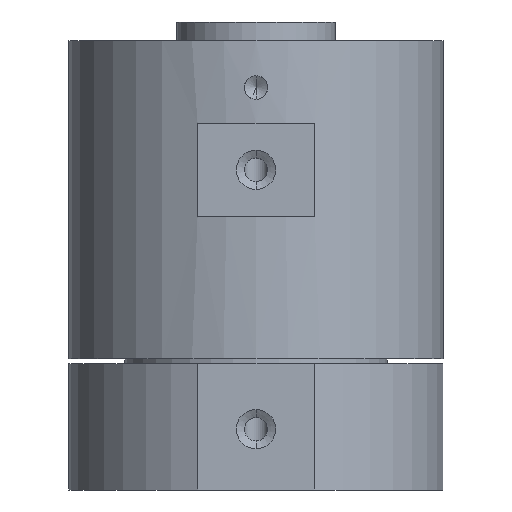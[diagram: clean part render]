
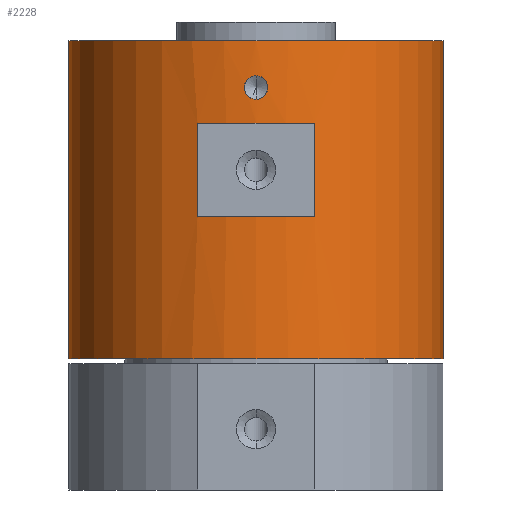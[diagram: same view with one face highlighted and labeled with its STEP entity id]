
A CAD part, front view. The second image highlights one B-rep face of the part: STEP entity #2228.
In plain terms, the highlighted cylindrical face has radius 20 mm (diameter 40 mm), a partial arc.
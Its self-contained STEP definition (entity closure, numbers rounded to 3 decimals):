
#7 = AXIS2_PLACEMENT_3D ( 'NONE', #795, #2082, #630 ) ;
#40 = FACE_BOUND ( 'NONE', #1375, .T. ) ;
#68 = CARTESIAN_POINT ( 'NONE',  ( -20., 0., 14. ) ) ;
#81 = EDGE_CURVE ( 'NONE', #1207, #232, #1037, .T. ) ;
#92 = DIRECTION ( 'NONE',  ( -1., 0., 0. ) ) ;
#101 = DIRECTION ( 'NONE',  ( -1., 0., 0. ) ) ;
#120 = CARTESIAN_POINT ( 'NONE',  ( 0.328, -19.998, 44.217 ) ) ;
#133 = CARTESIAN_POINT ( 'NONE',  ( 1.124, -19.968, 42.446 ) ) ;
#198 = CARTESIAN_POINT ( 'NONE',  ( -0.769, -19.986, 42.001 ) ) ;
#207 = CARTESIAN_POINT ( 'NONE',  ( 0., -20., 44.25 ) ) ;
#232 = VERTEX_POINT ( 'NONE', #68 ) ;
#253 = EDGE_LOOP ( 'NONE', ( #2155, #1335, #1907, #2260 ) ) ;
#258 = VERTEX_POINT ( 'NONE', #2686 ) ;
#280 = CARTESIAN_POINT ( 'NONE',  ( 6.245, -19., 29.2 ) ) ;
#330 = CARTESIAN_POINT ( 'NONE',  ( 0.768, -19.986, 44. ) ) ;
#331 = CARTESIAN_POINT ( 'NONE',  ( -20., 0., 48. ) ) ;
#341 = CARTESIAN_POINT ( 'NONE',  ( 0.329, -19.998, 41.783 ) ) ;
#408 = FACE_OUTER_BOUND ( 'NONE', #253, .T. ) ;
#413 = CARTESIAN_POINT ( 'NONE',  ( -0.327, -19.998, 41.783 ) ) ;
#519 = DIRECTION ( 'NONE',  ( 0., 0., -1. ) ) ;
#521 = EDGE_CURVE ( 'NONE', #1505, #829, #1387, .T. ) ;
#536 = CARTESIAN_POINT ( 'NONE',  ( 0.999, -19.975, 43.769 ) ) ;
#547 = CARTESIAN_POINT ( 'NONE',  ( 0., -20., 41.75 ) ) ;
#617 = CARTESIAN_POINT ( 'NONE',  ( -1.092, -19.97, 43.629 ) ) ;
#630 = DIRECTION ( 'NONE',  ( 1., 0., 0. ) ) ;
#754 = CARTESIAN_POINT ( 'NONE',  ( 1.25, -19.961, 43.166 ) ) ;
#795 = CARTESIAN_POINT ( 'NONE',  ( 0., 0., 29.2 ) ) ;
#819 = CIRCLE ( 'NONE', #1496, 20. ) ;
#829 = VERTEX_POINT ( 'NONE', #2461 ) ;
#832 = LINE ( 'NONE', #2278, #1879 ) ;
#833 = CARTESIAN_POINT ( 'NONE',  ( -0.767, -19.986, 44. ) ) ;
#894 = CYLINDRICAL_SURFACE ( 'NONE', #1840, 20. ) ;
#900 = DIRECTION ( 'NONE',  ( 0., 0., -1. ) ) ;
#908 = VERTEX_POINT ( 'NONE', #2718 ) ;
#968 = CARTESIAN_POINT ( 'NONE',  ( 1.092, -19.97, 43.631 ) ) ;
#973 = VECTOR ( 'NONE', #900, 1000. ) ;
#974 = ORIENTED_EDGE ( 'NONE', *, *, #1781, .T. ) ;
#997 = DIRECTION ( 'NONE',  ( 0., 0., 1. ) ) ;
#1037 = LINE ( 'NONE', #331, #973 ) ;
#1039 = EDGE_CURVE ( 'NONE', #258, #1547, #1215, .T. ) ;
#1040 = CARTESIAN_POINT ( 'NONE',  ( -0.165, -20., 41.75 ) ) ;
#1051 = CARTESIAN_POINT ( 'NONE',  ( -0.63, -19.991, 44.092 ) ) ;
#1086 = CARTESIAN_POINT ( 'NONE',  ( 20., 0., 48. ) ) ;
#1195 = CARTESIAN_POINT ( 'NONE',  ( 1.085, -19.971, 42.375 ) ) ;
#1207 = VERTEX_POINT ( 'NONE', #2725 ) ;
#1210 = CIRCLE ( 'NONE', #2707, 20. ) ;
#1215 = B_SPLINE_CURVE_WITH_KNOTS ( 'NONE', 3,
 ( #2604, #1555, #120, #1603, #330, #536, #968, #2014, #754, #2225, #2438, #133, #1195, #2665, #1400, #1611, #2024, #341, #1811, #547 ),
 .UNSPECIFIED., .F., .F.,
 ( 4, 2, 2, 2, 2, 2, 2, 2, 2, 4 ),
 ( 0.004, 0.004, 0.005, 0.005, 0.006, 0.006, 0.007, 0.007, 0.007, 0.008 ),
 .UNSPECIFIED. ) ;
#1227 = EDGE_CURVE ( 'NONE', #1547, #258, #2683, .T. ) ;
#1266 = VERTEX_POINT ( 'NONE', #2328 ) ;
#1267 = CARTESIAN_POINT ( 'NONE',  ( -1.217, -19.963, 42.672 ) ) ;
#1275 = CARTESIAN_POINT ( 'NONE',  ( -0.164, -19.999, 44.242 ) ) ;
#1277 = DIRECTION ( 'NONE',  ( 1., 0., 0. ) ) ;
#1310 = CARTESIAN_POINT ( 'NONE',  ( 0., 0., 48. ) ) ;
#1313 = VECTOR ( 'NONE', #2603, 1000. ) ;
#1315 = ORIENTED_EDGE ( 'NONE', *, *, #1039, .T. ) ;
#1335 = ORIENTED_EDGE ( 'NONE', *, *, #1646, .F. ) ;
#1354 = CARTESIAN_POINT ( 'NONE',  ( 6.245, -19., 48. ) ) ;
#1373 = LINE ( 'NONE', #1354, #1313 ) ;
#1375 = EDGE_LOOP ( 'NONE', ( #2489, #1983, #1581, #974 ) ) ;
#1387 = LINE ( 'NONE', #2005, #2430 ) ;
#1400 = CARTESIAN_POINT ( 'NONE',  ( 0.942, -19.978, 42.174 ) ) ;
#1474 = CARTESIAN_POINT ( 'NONE',  ( -0.999, -19.975, 42.232 ) ) ;
#1485 = CARTESIAN_POINT ( 'NONE',  ( -0.403, -19.996, 44.186 ) ) ;
#1488 = DIRECTION ( 'NONE',  ( 1., 0., 0. ) ) ;
#1496 = AXIS2_PLACEMENT_3D ( 'NONE', #1974, #2093, #1277 ) ;
#1505 = VERTEX_POINT ( 'NONE', #2170 ) ;
#1534 = FACE_BOUND ( 'NONE', #2618, .T. ) ;
#1547 = VERTEX_POINT ( 'NONE', #2033 ) ;
#1555 = CARTESIAN_POINT ( 'NONE',  ( 0.163, -20., 44.25 ) ) ;
#1581 = ORIENTED_EDGE ( 'NONE', *, *, #2341, .F. ) ;
#1603 = CARTESIAN_POINT ( 'NONE',  ( 0.628, -19.991, 44.093 ) ) ;
#1611 = CARTESIAN_POINT ( 'NONE',  ( 0.769, -19.986, 42.001 ) ) ;
#1646 = EDGE_CURVE ( 'NONE', #1207, #2196, #1943, .T. ) ;
#1683 = CARTESIAN_POINT ( 'NONE',  ( -0.63, -19.991, 41.908 ) ) ;
#1684 = ORIENTED_EDGE ( 'NONE', *, *, #1227, .T. ) ;
#1781 = EDGE_CURVE ( 'NONE', #908, #1791, #1373, .T. ) ;
#1785 = CIRCLE ( 'NONE', #7, 20. ) ;
#1791 = VERTEX_POINT ( 'NONE', #280 ) ;
#1811 = CARTESIAN_POINT ( 'NONE',  ( 0.165, -20., 41.75 ) ) ;
#1840 = AXIS2_PLACEMENT_3D ( 'NONE', #1310, #2562, #92 ) ;
#1854 = DIRECTION ( 'NONE',  ( 0., 0., -1. ) ) ;
#1876 = CARTESIAN_POINT ( 'NONE',  ( -1.25, -19.961, 43.163 ) ) ;
#1879 = VECTOR ( 'NONE', #1854, 1000. ) ;
#1907 = ORIENTED_EDGE ( 'NONE', *, *, #81, .T. ) ;
#1943 = CIRCLE ( 'NONE', #2000, 20. ) ;
#1974 = CARTESIAN_POINT ( 'NONE',  ( 0., 0., 14. ) ) ;
#1983 = ORIENTED_EDGE ( 'NONE', *, *, #521, .T. ) ;
#1985 = CARTESIAN_POINT ( 'NONE',  ( 0., 0., 39.2 ) ) ;
#2000 = AXIS2_PLACEMENT_3D ( 'NONE', #2255, #997, #1488 ) ;
#2005 = CARTESIAN_POINT ( 'NONE',  ( -6.245, -19., 48. ) ) ;
#2014 = CARTESIAN_POINT ( 'NONE',  ( 1.217, -19.963, 43.328 ) ) ;
#2024 = CARTESIAN_POINT ( 'NONE',  ( 0.63, -19.991, 41.908 ) ) ;
#2033 = CARTESIAN_POINT ( 'NONE',  ( 0., -20., 41.75 ) ) ;
#2082 = DIRECTION ( 'NONE',  ( 0., 0., 1. ) ) ;
#2090 = CARTESIAN_POINT ( 'NONE',  ( -1.001, -19.975, 43.767 ) ) ;
#2093 = DIRECTION ( 'NONE',  ( 0., 0., 1. ) ) ;
#2111 = EDGE_CURVE ( 'NONE', #1505, #1791, #1785, .T. ) ;
#2155 = ORIENTED_EDGE ( 'NONE', *, *, #2284, .F. ) ;
#2170 = CARTESIAN_POINT ( 'NONE',  ( -6.245, -19., 29.2 ) ) ;
#2196 = VERTEX_POINT ( 'NONE', #1086 ) ;
#2225 = CARTESIAN_POINT ( 'NONE',  ( 1.25, -19.961, 42.836 ) ) ;
#2228 = ADVANCED_FACE ( 'NONE', ( #408, #1534, #40 ), #894, .T. ) ;
#2255 = CARTESIAN_POINT ( 'NONE',  ( 0., 0., 48. ) ) ;
#2260 = ORIENTED_EDGE ( 'NONE', *, *, #2531, .T. ) ;
#2278 = CARTESIAN_POINT ( 'NONE',  ( 20., 0., 48. ) ) ;
#2284 = EDGE_CURVE ( 'NONE', #2196, #1266, #832, .T. ) ;
#2302 = CARTESIAN_POINT ( 'NONE',  ( 0., -20., 41.75 ) ) ;
#2311 = CARTESIAN_POINT ( 'NONE',  ( -1.218, -19.963, 43.327 ) ) ;
#2328 = CARTESIAN_POINT ( 'NONE',  ( 20., 0., 14. ) ) ;
#2341 = EDGE_CURVE ( 'NONE', #908, #829, #1210, .T. ) ;
#2430 = VECTOR ( 'NONE', #2523, 1000. ) ;
#2438 = CARTESIAN_POINT ( 'NONE',  ( 1.218, -19.963, 42.674 ) ) ;
#2461 = CARTESIAN_POINT ( 'NONE',  ( -6.245, -19., 39.2 ) ) ;
#2489 = ORIENTED_EDGE ( 'NONE', *, *, #2111, .F. ) ;
#2511 = CARTESIAN_POINT ( 'NONE',  ( -1.092, -19.97, 42.371 ) ) ;
#2522 = CARTESIAN_POINT ( 'NONE',  ( -0.325, -19.998, 44.21 ) ) ;
#2523 = DIRECTION ( 'NONE',  ( 0., 0., 1. ) ) ;
#2531 = EDGE_CURVE ( 'NONE', #232, #1266, #819, .T. ) ;
#2562 = DIRECTION ( 'NONE',  ( 0., 0., -1. ) ) ;
#2603 = DIRECTION ( 'NONE',  ( 0., 0., -1. ) ) ;
#2604 = CARTESIAN_POINT ( 'NONE',  ( 0., -20., 44.25 ) ) ;
#2618 = EDGE_LOOP ( 'NONE', ( #1684, #1315 ) ) ;
#2665 = CARTESIAN_POINT ( 'NONE',  ( 0.995, -19.975, 42.239 ) ) ;
#2683 = B_SPLINE_CURVE_WITH_KNOTS ( 'NONE', 3,
 ( #2302, #1040, #413, #1683, #198, #1474, #2511, #1267, #2736, #1876, #2311, #617, #2090, #833, #1051, #1485, #2522, #1275, #2746, #207 ),
 .UNSPECIFIED., .F., .F.,
 ( 4, 2, 2, 2, 2, 2, 2, 2, 2, 4 ),
 ( 0., 0., 0.001, 0.001, 0.002, 0.002, 0.003, 0.003, 0.004, 0.004 ),
 .UNSPECIFIED. ) ;
#2686 = CARTESIAN_POINT ( 'NONE',  ( 0., -20., 44.25 ) ) ;
#2707 = AXIS2_PLACEMENT_3D ( 'NONE', #1985, #519, #101 ) ;
#2718 = CARTESIAN_POINT ( 'NONE',  ( 6.245, -19., 39.2 ) ) ;
#2725 = CARTESIAN_POINT ( 'NONE',  ( -20., 0., 48. ) ) ;
#2736 = CARTESIAN_POINT ( 'NONE',  ( -1.25, -19.961, 42.836 ) ) ;
#2746 = CARTESIAN_POINT ( 'NONE',  ( -0.082, -20., 44.25 ) ) ;
